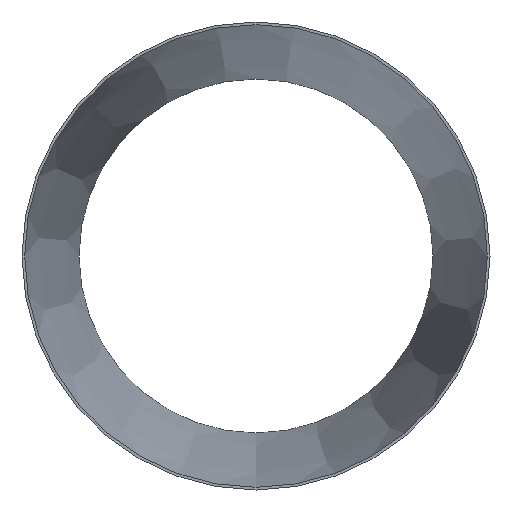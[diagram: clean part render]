
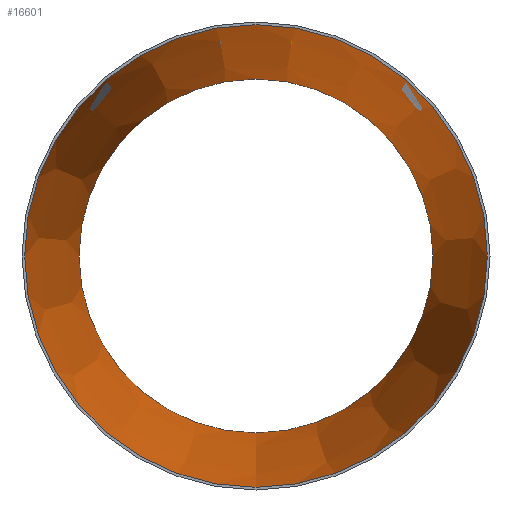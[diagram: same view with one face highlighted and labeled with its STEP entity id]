
A CAD part, front view. The second image highlights one B-rep face of the part: STEP entity #16601.
In plain terms, the highlighted conical face has half-angle 7.134 degrees and reference radius 175.784 mm.
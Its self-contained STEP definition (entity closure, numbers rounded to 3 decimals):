
#675 = FACE_OUTER_BOUND ( 'NONE', #5729, .T. ) ;
#2160 = AXIS2_PLACEMENT_3D ( 'NONE', #29843, #26992, #3872 ) ;
#2579 = DIRECTION ( 'NONE',  ( 0., -1., 0. ) ) ;
#3522 = CARTESIAN_POINT ( 'NONE',  ( 0., 0., 0. ) ) ;
#3872 = DIRECTION ( 'NONE',  ( 0., 0., -1. ) ) ;
#5729 = EDGE_LOOP ( 'NONE', ( #27358 ) ) ;
#8965 = CARTESIAN_POINT ( 'NONE',  ( 0., 0., -175.784 ) ) ;
#9660 = DIRECTION ( 'NONE',  ( 0., 0., -1. ) ) ;
#11286 = CARTESIAN_POINT ( 'NONE',  ( 0., 330., -134.484 ) ) ;
#11399 = CARTESIAN_POINT ( 'NONE',  ( 0., 0., 0. ) ) ;
#12530 = FACE_BOUND ( 'NONE', #29413, .T. ) ;
#16601 = ADVANCED_FACE ( 'NONE', ( #12530, #675 ), #25912, .F. ) ;
#19144 = EDGE_CURVE ( 'NONE', #34566, #34566, #27162, .T. ) ;
#19703 = AXIS2_PLACEMENT_3D ( 'NONE', #11399, #2579, #34489 ) ;
#22568 = ORIENTED_EDGE ( 'NONE', *, *, #19144, .F. ) ;
#23492 = VERTEX_POINT ( 'NONE', #8965 ) ;
#25912 = CONICAL_SURFACE ( 'NONE', #29569, 175.784, 0.125 ) ;
#26992 = DIRECTION ( 'NONE',  ( 0., -1., 0. ) ) ;
#27162 = CIRCLE ( 'NONE', #2160, 134.484 ) ;
#27358 = ORIENTED_EDGE ( 'NONE', *, *, #35761, .T. ) ;
#29413 = EDGE_LOOP ( 'NONE', ( #22568 ) ) ;
#29569 = AXIS2_PLACEMENT_3D ( 'NONE', #3522, #35615, #9660 ) ;
#29843 = CARTESIAN_POINT ( 'NONE',  ( 0., 330., 0. ) ) ;
#30058 = CIRCLE ( 'NONE', #19703, 175.784 ) ;
#34489 = DIRECTION ( 'NONE',  ( 0., 0., -1. ) ) ;
#34566 = VERTEX_POINT ( 'NONE', #11286 ) ;
#35615 = DIRECTION ( 'NONE',  ( 0., -1., 0. ) ) ;
#35761 = EDGE_CURVE ( 'NONE', #23492, #23492, #30058, .T. ) ;
